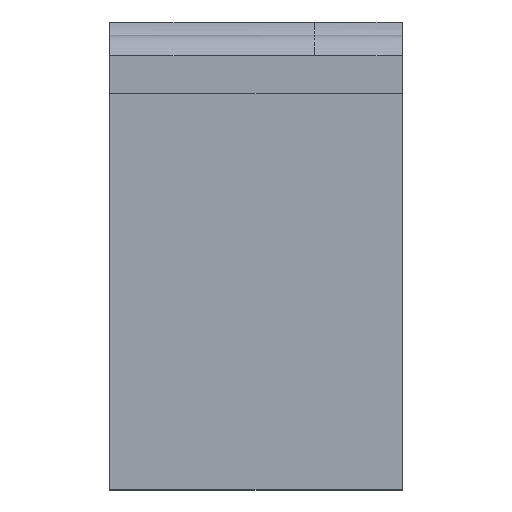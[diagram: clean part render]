
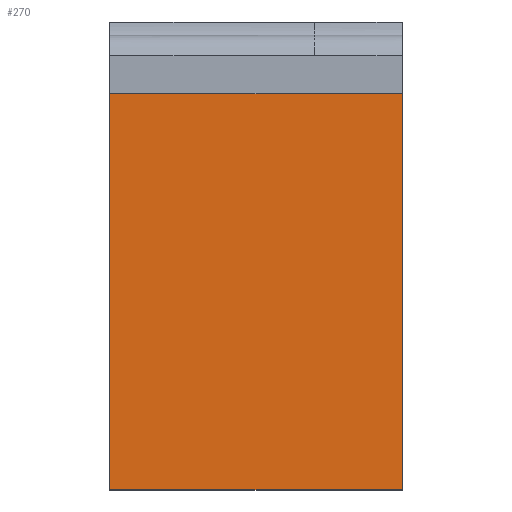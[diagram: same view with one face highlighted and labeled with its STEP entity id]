
A CAD part, top view. The second image highlights one B-rep face of the part: STEP entity #270.
In plain terms, the highlighted planar face has unit normal (0, 0, 1).
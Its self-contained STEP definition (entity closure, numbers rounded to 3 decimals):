
#27=PLANE('',#296);
#41=FACE_OUTER_BOUND('',#55,.T.);
#55=EDGE_LOOP('',(#249,#250,#251,#252));
#61=LINE('',#467,#94);
#69=LINE('',#495,#102);
#79=LINE('',#513,#112);
#89=LINE('',#532,#122);
#94=VECTOR('',#306,10.);
#102=VECTOR('',#318,10.);
#112=VECTOR('',#332,10.);
#122=VECTOR('',#352,10.);
#131=VERTEX_POINT('',#464);
#132=VERTEX_POINT('',#466);
#137=VERTEX_POINT('',#492);
#138=VERTEX_POINT('',#494);
#155=EDGE_CURVE('',#132,#131,#61,.T.);
#164=EDGE_CURVE('',#138,#137,#69,.T.);
#174=EDGE_CURVE('',#131,#138,#79,.T.);
#184=EDGE_CURVE('',#137,#132,#89,.T.);
#249=ORIENTED_EDGE('',*,*,#164,.T.);
#250=ORIENTED_EDGE('',*,*,#184,.T.);
#251=ORIENTED_EDGE('',*,*,#155,.T.);
#252=ORIENTED_EDGE('',*,*,#174,.T.);
#270=ADVANCED_FACE('',(#41),#27,.T.);
#296=AXIS2_PLACEMENT_3D('',#533,#353,#354);
#306=DIRECTION('',(-1.,0.,0.));
#318=DIRECTION('',(1.,0.,0.));
#332=DIRECTION('',(0.,-1.,0.));
#352=DIRECTION('',(0.,1.,0.));
#353=DIRECTION('center_axis',(0.,0.,1.));
#354=DIRECTION('ref_axis',(1.,0.,0.));
#464=CARTESIAN_POINT('',(-25.,36.694,5.));
#466=CARTESIAN_POINT('',(25.,36.694,5.));
#467=CARTESIAN_POINT('',(-12.5,36.694,5.));
#492=CARTESIAN_POINT('',(25.,-35.,5.));
#494=CARTESIAN_POINT('',(-25.,-35.,5.));
#495=CARTESIAN_POINT('',(-12.5,-35.,5.));
#513=CARTESIAN_POINT('',(-25.,40.,5.));
#532=CARTESIAN_POINT('',(25.,-40.,5.));
#533=CARTESIAN_POINT('Origin',(0.,0.,5.));
